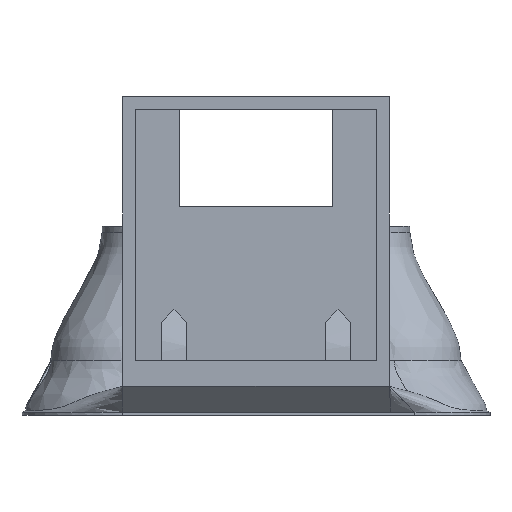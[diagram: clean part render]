
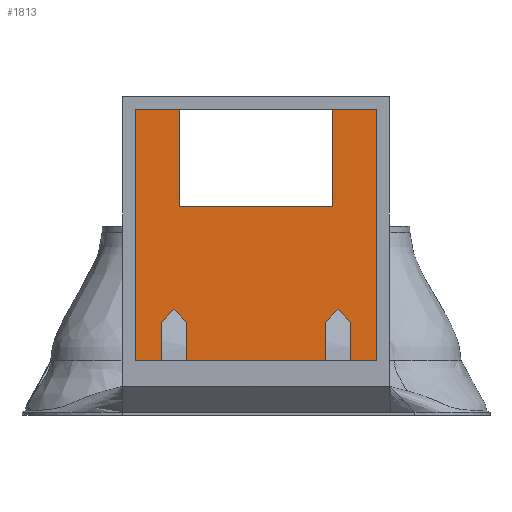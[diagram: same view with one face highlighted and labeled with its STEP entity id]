
A CAD part, front view. The second image highlights one B-rep face of the part: STEP entity #1813.
In plain terms, the highlighted planar face has unit normal (0, -1, 0).
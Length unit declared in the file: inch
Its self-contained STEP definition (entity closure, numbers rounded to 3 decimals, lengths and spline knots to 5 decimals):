
#217=FACE_OUTER_BOUND('',#319,.T.);
#319=EDGE_LOOP('',(#1376,#1377,#1378,#1379,#1380,#1381,#1382,#1383,#1384,
#1385,#1386,#1387,#1388,#1389,#1390,#1391,#1392,#1393));
#388=LINE('',#2336,#555);
#394=LINE('',#2347,#561);
#396=LINE('',#2352,#563);
#400=LINE('',#2361,#567);
#406=LINE('',#2372,#573);
#408=LINE('',#2377,#575);
#439=LINE('',#3229,#606);
#444=LINE('',#3239,#611);
#448=LINE('',#3246,#615);
#460=LINE('',#3270,#627);
#461=LINE('',#3271,#628);
#462=LINE('',#3273,#629);
#463=LINE('',#3274,#630);
#464=LINE('',#3276,#631);
#465=LINE('',#3277,#632);
#466=LINE('',#3279,#633);
#467=LINE('',#3280,#634);
#468=LINE('',#3281,#635);
#555=VECTOR('',#1987,0.3937);
#561=VECTOR('',#1995,0.3937);
#563=VECTOR('',#1999,0.3937);
#567=VECTOR('',#2005,0.3937);
#573=VECTOR('',#2013,0.3937);
#575=VECTOR('',#2017,0.3937);
#606=VECTOR('',#2102,0.3937);
#611=VECTOR('',#2109,0.3937);
#615=VECTOR('',#2113,0.3937);
#627=VECTOR('',#2129,0.3937);
#628=VECTOR('',#2130,0.3937);
#629=VECTOR('',#2131,0.3937);
#630=VECTOR('',#2132,0.3937);
#631=VECTOR('',#2133,0.3937);
#632=VECTOR('',#2134,0.3937);
#633=VECTOR('',#2135,0.3937);
#634=VECTOR('',#2136,0.3937);
#635=VECTOR('',#2137,0.3937);
#722=VERTEX_POINT('',#2333);
#723=VERTEX_POINT('',#2335);
#727=VERTEX_POINT('',#2345);
#729=VERTEX_POINT('',#2351);
#732=VERTEX_POINT('',#2358);
#733=VERTEX_POINT('',#2360);
#737=VERTEX_POINT('',#2370);
#739=VERTEX_POINT('',#2376);
#794=VERTEX_POINT('',#3226);
#795=VERTEX_POINT('',#3228);
#798=VERTEX_POINT('',#3236);
#799=VERTEX_POINT('',#3238);
#802=VERTEX_POINT('',#3244);
#811=VERTEX_POINT('',#3268);
#812=VERTEX_POINT('',#3269);
#813=VERTEX_POINT('',#3272);
#814=VERTEX_POINT('',#3275);
#815=VERTEX_POINT('',#3278);
#896=EDGE_CURVE('',#722,#723,#388,.T.);
#902=EDGE_CURVE('',#722,#727,#394,.T.);
#904=EDGE_CURVE('',#723,#729,#396,.T.);
#908=EDGE_CURVE('',#732,#733,#400,.T.);
#914=EDGE_CURVE('',#732,#737,#406,.T.);
#916=EDGE_CURVE('',#733,#739,#408,.T.);
#998=EDGE_CURVE('',#795,#794,#439,.T.);
#1003=EDGE_CURVE('',#798,#799,#444,.T.);
#1007=EDGE_CURVE('',#802,#794,#448,.T.);
#1019=EDGE_CURVE('',#811,#812,#460,.T.);
#1020=EDGE_CURVE('',#811,#739,#461,.T.);
#1021=EDGE_CURVE('',#813,#737,#462,.T.);
#1022=EDGE_CURVE('',#813,#729,#463,.T.);
#1023=EDGE_CURVE('',#814,#727,#464,.T.);
#1024=EDGE_CURVE('',#799,#814,#465,.T.);
#1025=EDGE_CURVE('',#798,#815,#466,.T.);
#1026=EDGE_CURVE('',#815,#795,#467,.T.);
#1027=EDGE_CURVE('',#812,#802,#468,.T.);
#1376=ORIENTED_EDGE('',*,*,#1019,.F.);
#1377=ORIENTED_EDGE('',*,*,#1020,.T.);
#1378=ORIENTED_EDGE('',*,*,#916,.F.);
#1379=ORIENTED_EDGE('',*,*,#908,.F.);
#1380=ORIENTED_EDGE('',*,*,#914,.T.);
#1381=ORIENTED_EDGE('',*,*,#1021,.F.);
#1382=ORIENTED_EDGE('',*,*,#1022,.T.);
#1383=ORIENTED_EDGE('',*,*,#904,.F.);
#1384=ORIENTED_EDGE('',*,*,#896,.F.);
#1385=ORIENTED_EDGE('',*,*,#902,.T.);
#1386=ORIENTED_EDGE('',*,*,#1023,.F.);
#1387=ORIENTED_EDGE('',*,*,#1024,.F.);
#1388=ORIENTED_EDGE('',*,*,#1003,.F.);
#1389=ORIENTED_EDGE('',*,*,#1025,.T.);
#1390=ORIENTED_EDGE('',*,*,#1026,.T.);
#1391=ORIENTED_EDGE('',*,*,#998,.T.);
#1392=ORIENTED_EDGE('',*,*,#1007,.F.);
#1393=ORIENTED_EDGE('',*,*,#1027,.F.);
#1747=PLANE('',#1927);
#1813=ADVANCED_FACE('',(#217),#1747,.T.);
#1927=AXIS2_PLACEMENT_3D('',#3267,#2127,#2128);
#1987=DIRECTION('',(-0.707,0.,0.707));
#1995=DIRECTION('',(0.,0.,-1.));
#1999=DIRECTION('',(-0.707,0.,-0.707));
#2005=DIRECTION('',(-0.707,0.,0.707));
#2013=DIRECTION('',(0.,0.,-1.));
#2017=DIRECTION('',(-0.707,0.,-0.707));
#2102=DIRECTION('',(0.,0.,1.));
#2109=DIRECTION('',(1.,0.,0.));
#2113=DIRECTION('',(1.,0.,0.));
#2127=DIRECTION('center_axis',(0.,-1.,0.));
#2128=DIRECTION('ref_axis',(0.,0.,-1.));
#2129=DIRECTION('',(-1.,0.,0.));
#2130=DIRECTION('',(0.,0.,1.));
#2131=DIRECTION('',(-1.,0.,0.));
#2132=DIRECTION('',(0.,0.,1.));
#2133=DIRECTION('',(-1.,0.,0.));
#2134=DIRECTION('',(0.,0.,-1.));
#2135=DIRECTION('',(0.,0.,-1.));
#2136=DIRECTION('',(-1.,0.,0.));
#2137=DIRECTION('',(0.,0.,1.));
#2333=CARTESIAN_POINT('',(1.85,0.04,0.75));
#2335=CARTESIAN_POINT('',(1.6,0.04,1.));
#2336=CARTESIAN_POINT('',(0.925,0.04,1.675));
#2345=CARTESIAN_POINT('',(1.85,0.04,0.));
#2347=CARTESIAN_POINT('',(1.85,0.04,0.));
#2351=CARTESIAN_POINT('',(1.35,0.04,0.75));
#2352=CARTESIAN_POINT('',(0.3,0.04,-0.3));
#2358=CARTESIAN_POINT('',(-1.35,0.04,0.75));
#2360=CARTESIAN_POINT('',(-1.6,0.04,1.));
#2361=CARTESIAN_POINT('',(-1.475,0.04,0.875));
#2370=CARTESIAN_POINT('',(-1.35,0.04,0.));
#2372=CARTESIAN_POINT('',(-1.35,0.04,0.));
#2376=CARTESIAN_POINT('',(-1.85,0.04,0.75));
#2377=CARTESIAN_POINT('',(-2.1,0.04,0.5));
#3226=CARTESIAN_POINT('',(-1.5,0.04,4.9));
#3228=CARTESIAN_POINT('',(-1.5,0.04,3.));
#3229=CARTESIAN_POINT('',(-1.5,0.04,4.9));
#3236=CARTESIAN_POINT('',(1.5,0.04,4.9));
#3238=CARTESIAN_POINT('',(2.35,0.04,4.9));
#3239=CARTESIAN_POINT('',(-2.35,0.04,4.9));
#3244=CARTESIAN_POINT('',(-2.35,0.04,4.9));
#3246=CARTESIAN_POINT('',(-2.35,0.04,4.9));
#3267=CARTESIAN_POINT('Origin',(-2.35,0.04,0.));
#3268=CARTESIAN_POINT('',(-1.85,0.04,0.));
#3269=CARTESIAN_POINT('',(-2.35,0.04,0.));
#3270=CARTESIAN_POINT('',(-1.175,0.04,0.));
#3271=CARTESIAN_POINT('',(-1.85,0.04,0.));
#3272=CARTESIAN_POINT('',(1.35,0.04,0.));
#3273=CARTESIAN_POINT('',(-1.175,0.04,0.));
#3274=CARTESIAN_POINT('',(1.35,0.04,0.));
#3275=CARTESIAN_POINT('',(2.35,0.04,0.));
#3276=CARTESIAN_POINT('',(-1.175,0.04,0.));
#3277=CARTESIAN_POINT('',(2.35,0.04,2.45));
#3278=CARTESIAN_POINT('',(1.5,0.04,3.));
#3279=CARTESIAN_POINT('',(1.5,0.04,4.9));
#3280=CARTESIAN_POINT('',(-1.175,0.04,3.));
#3281=CARTESIAN_POINT('',(-2.35,0.04,-0.125));
